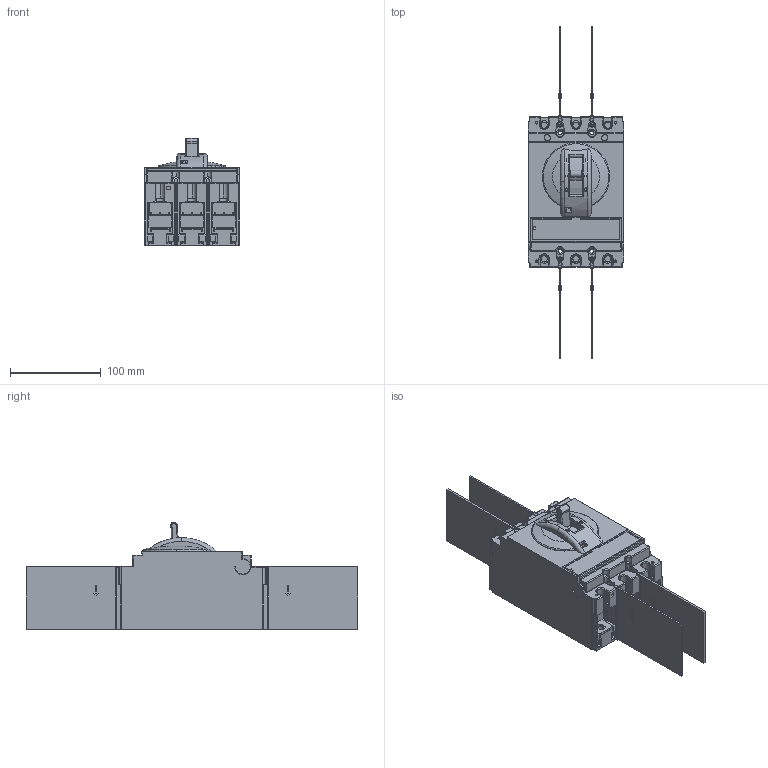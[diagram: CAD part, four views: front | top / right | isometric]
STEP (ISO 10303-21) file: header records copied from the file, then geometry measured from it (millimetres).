
FILE_DESCRIPTION (( 'STEP AP203' ), '1' );
FILE_NAME ('Ñáîðêà1234.STEP', '2023-11-13T12:33:21', ( '' ), ( '' ), 'SwSTEP 2.0', 'SolidWorks 2022', '' );
FILE_SCHEMA (( 'CONFIG_CONTROL_DESIGN' ));
Length unit declared in the file: millimetre
Products named in the file (2): Сборка1234; AR-MCCB-3G-150-0160A-ATUC ARMAT Авт. выкл. лит. корпус 3P G 150кА 160А ТМ рег. IEK
Assembly tree (1 placements, depth 2):
  Сборка1234
    AR-MCCB-3G-150-0160A-ATUC ARMAT Авт. выкл. лит. корпус 3P G 150кА 160А ТМ рег. IEK
Bounding box: 105 x 365 x 117.89 mm (x, y, z)
Volume: 1321733.2 mm3; surface area: 238033.2 mm2
Topology: 1 solids, 18 shells, 3002 faces, 8185 edges, 5235 vertices
Faces by surface type: plane 1695, cylinder 1002, torus 180, bspline 58, sphere 48, cone 19
Entity records: 100302 total; most frequent: CARTESIAN_POINT 23348, ORIENTED_EDGE 16304, DIRECTION 16048, EDGE_CURVE 8152, VECTOR 5392, LINE 5392, AXIS2_PLACEMENT_3D 5328, VERTEX_POINT 5235
